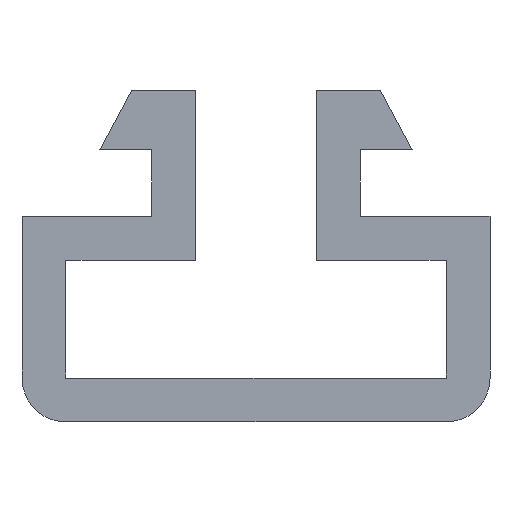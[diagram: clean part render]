
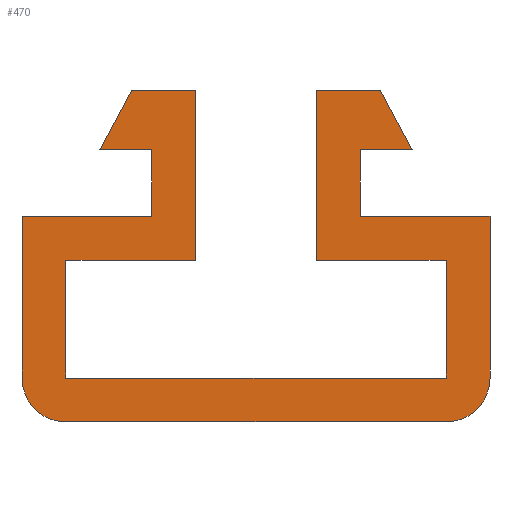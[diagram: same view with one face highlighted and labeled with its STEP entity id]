
A CAD part, front view. The second image highlights one B-rep face of the part: STEP entity #470.
In plain terms, the highlighted planar face has unit normal (0, -1, 0).
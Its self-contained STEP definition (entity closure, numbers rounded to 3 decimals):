
#15=PLANE('',#510);
#38=FACE_OUTER_BOUND('',#62,.T.);
#62=EDGE_LOOP('',(#335,#336,#337,#338,#339,#340,#341,#342,#343,#344,#345,
#346,#347,#348,#349,#350,#351,#352,#353,#354,#355,#356,#357));
#87=LINE('',#669,#151);
#88=LINE('',#673,#152);
#89=LINE('',#675,#153);
#90=LINE('',#677,#154);
#91=LINE('',#679,#155);
#92=LINE('',#681,#156);
#93=LINE('',#683,#157);
#94=LINE('',#685,#158);
#95=LINE('',#687,#159);
#96=LINE('',#689,#160);
#97=LINE('',#691,#161);
#98=LINE('',#693,#162);
#99=LINE('',#695,#163);
#100=LINE('',#697,#164);
#101=LINE('',#699,#165);
#102=LINE('',#701,#166);
#103=LINE('',#703,#167);
#104=LINE('',#705,#168);
#105=LINE('',#707,#169);
#106=LINE('',#709,#170);
#107=LINE('',#710,#171);
#151=VECTOR('',#547,10.);
#152=VECTOR('',#550,10.);
#153=VECTOR('',#551,10.);
#154=VECTOR('',#552,10.);
#155=VECTOR('',#553,10.);
#156=VECTOR('',#554,10.);
#157=VECTOR('',#555,10.);
#158=VECTOR('',#556,10.);
#159=VECTOR('',#557,10.);
#160=VECTOR('',#558,10.);
#161=VECTOR('',#559,10.);
#162=VECTOR('',#560,10.);
#163=VECTOR('',#561,10.);
#164=VECTOR('',#562,10.);
#165=VECTOR('',#563,10.);
#166=VECTOR('',#564,10.);
#167=VECTOR('',#565,10.);
#168=VECTOR('',#566,10.);
#169=VECTOR('',#567,10.);
#170=VECTOR('',#568,10.);
#171=VECTOR('',#569,10.);
#213=CIRCLE('',#508,1.5);
#215=CIRCLE('',#511,1.5);
#217=VERTEX_POINT('',#659);
#218=VERTEX_POINT('',#660);
#221=VERTEX_POINT('',#668);
#222=VERTEX_POINT('',#670);
#223=VERTEX_POINT('',#672);
#224=VERTEX_POINT('',#674);
#225=VERTEX_POINT('',#676);
#226=VERTEX_POINT('',#678);
#227=VERTEX_POINT('',#680);
#228=VERTEX_POINT('',#682);
#229=VERTEX_POINT('',#684);
#230=VERTEX_POINT('',#686);
#231=VERTEX_POINT('',#688);
#232=VERTEX_POINT('',#690);
#233=VERTEX_POINT('',#692);
#234=VERTEX_POINT('',#694);
#235=VERTEX_POINT('',#696);
#236=VERTEX_POINT('',#698);
#237=VERTEX_POINT('',#700);
#238=VERTEX_POINT('',#702);
#239=VERTEX_POINT('',#704);
#240=VERTEX_POINT('',#706);
#241=VERTEX_POINT('',#708);
#263=EDGE_CURVE('',#217,#218,#213,.T.);
#267=EDGE_CURVE('',#217,#221,#87,.T.);
#268=EDGE_CURVE('',#222,#221,#215,.T.);
#269=EDGE_CURVE('',#223,#222,#88,.T.);
#270=EDGE_CURVE('',#224,#223,#89,.T.);
#271=EDGE_CURVE('',#224,#225,#90,.T.);
#272=EDGE_CURVE('',#225,#226,#91,.T.);
#273=EDGE_CURVE('',#226,#227,#92,.T.);
#274=EDGE_CURVE('',#227,#228,#93,.T.);
#275=EDGE_CURVE('',#228,#229,#94,.T.);
#276=EDGE_CURVE('',#229,#230,#95,.T.);
#277=EDGE_CURVE('',#230,#231,#96,.T.);
#278=EDGE_CURVE('',#231,#232,#97,.T.);
#279=EDGE_CURVE('',#233,#232,#98,.T.);
#280=EDGE_CURVE('',#233,#234,#99,.T.);
#281=EDGE_CURVE('',#234,#235,#100,.T.);
#282=EDGE_CURVE('',#235,#236,#101,.T.);
#283=EDGE_CURVE('',#236,#237,#102,.T.);
#284=EDGE_CURVE('',#237,#238,#103,.T.);
#285=EDGE_CURVE('',#238,#239,#104,.T.);
#286=EDGE_CURVE('',#239,#240,#105,.T.);
#287=EDGE_CURVE('',#240,#241,#106,.T.);
#288=EDGE_CURVE('',#218,#241,#107,.T.);
#335=ORIENTED_EDGE('',*,*,#263,.F.);
#336=ORIENTED_EDGE('',*,*,#267,.T.);
#337=ORIENTED_EDGE('',*,*,#268,.F.);
#338=ORIENTED_EDGE('',*,*,#269,.F.);
#339=ORIENTED_EDGE('',*,*,#270,.F.);
#340=ORIENTED_EDGE('',*,*,#271,.T.);
#341=ORIENTED_EDGE('',*,*,#272,.T.);
#342=ORIENTED_EDGE('',*,*,#273,.T.);
#343=ORIENTED_EDGE('',*,*,#274,.T.);
#344=ORIENTED_EDGE('',*,*,#275,.T.);
#345=ORIENTED_EDGE('',*,*,#276,.T.);
#346=ORIENTED_EDGE('',*,*,#277,.T.);
#347=ORIENTED_EDGE('',*,*,#278,.T.);
#348=ORIENTED_EDGE('',*,*,#279,.F.);
#349=ORIENTED_EDGE('',*,*,#280,.T.);
#350=ORIENTED_EDGE('',*,*,#281,.T.);
#351=ORIENTED_EDGE('',*,*,#282,.T.);
#352=ORIENTED_EDGE('',*,*,#283,.T.);
#353=ORIENTED_EDGE('',*,*,#284,.T.);
#354=ORIENTED_EDGE('',*,*,#285,.T.);
#355=ORIENTED_EDGE('',*,*,#286,.T.);
#356=ORIENTED_EDGE('',*,*,#287,.T.);
#357=ORIENTED_EDGE('',*,*,#288,.F.);
#470=ADVANCED_FACE('',(#38),#15,.T.);
#508=AXIS2_PLACEMENT_3D('',#661,#539,#540);
#510=AXIS2_PLACEMENT_3D('',#667,#545,#546);
#511=AXIS2_PLACEMENT_3D('',#671,#548,#549);
#539=DIRECTION('center_axis',(0.,1.,0.));
#540=DIRECTION('ref_axis',(-0.707,0.,-0.707));
#545=DIRECTION('center_axis',(0.,-1.,0.));
#546=DIRECTION('ref_axis',(-1.,0.,0.));
#547=DIRECTION('',(1.,0.,0.));
#548=DIRECTION('center_axis',(0.,1.,0.));
#549=DIRECTION('ref_axis',(0.707,0.,-0.707));
#550=DIRECTION('',(0.,0.,-1.));
#551=DIRECTION('',(1.,0.,0.));
#552=DIRECTION('',(0.,0.,1.));
#553=DIRECTION('',(1.,0.,0.));
#554=DIRECTION('',(-0.47,0.,0.883));
#555=DIRECTION('',(-1.,0.,0.));
#556=DIRECTION('',(0.,0.,-1.));
#557=DIRECTION('',(1.,0.,0.));
#558=DIRECTION('',(0.,0.,-1.));
#559=DIRECTION('',(0.,0.,-1.));
#560=DIRECTION('',(1.,0.,0.));
#561=DIRECTION('',(0.,0.,1.));
#562=DIRECTION('',(1.,0.,0.));
#563=DIRECTION('',(0.,0.,1.));
#564=DIRECTION('',(-1.,0.,0.));
#565=DIRECTION('',(-0.47,0.,-0.883));
#566=DIRECTION('',(1.,0.,0.));
#567=DIRECTION('',(0.,0.,-1.));
#568=DIRECTION('',(-1.,0.,0.));
#569=DIRECTION('',(0.,0.,1.));
#659=CARTESIAN_POINT('',(-196.95,-295.67,-337.893));
#660=CARTESIAN_POINT('',(-198.45,-295.67,-336.393));
#661=CARTESIAN_POINT('Origin',(-196.95,-295.67,-336.393));
#667=CARTESIAN_POINT('Origin',(-183.95,-295.67,-332.393));
#668=CARTESIAN_POINT('',(-183.95,-295.67,-337.893));
#669=CARTESIAN_POINT('',(-182.95,-295.67,-337.893));
#670=CARTESIAN_POINT('',(-182.45,-295.67,-336.393));
#671=CARTESIAN_POINT('Origin',(-183.95,-295.67,-336.393));
#672=CARTESIAN_POINT('',(-182.45,-295.67,-330.869));
#673=CARTESIAN_POINT('',(-182.45,-295.67,-337.393));
#674=CARTESIAN_POINT('',(-186.894,-295.67,-330.869));
#675=CARTESIAN_POINT('',(-183.95,-295.67,-330.869));
#676=CARTESIAN_POINT('',(-186.894,-295.67,-328.583));
#677=CARTESIAN_POINT('',(-186.894,-295.67,-328.583));
#678=CARTESIAN_POINT('',(-185.116,-295.67,-328.583));
#679=CARTESIAN_POINT('',(-185.116,-295.67,-328.583));
#680=CARTESIAN_POINT('',(-186.2,-295.67,-326.55));
#681=CARTESIAN_POINT('',(-185.116,-295.67,-328.583));
#682=CARTESIAN_POINT('',(-188.394,-295.67,-326.55));
#683=CARTESIAN_POINT('',(-186.2,-295.67,-326.55));
#684=CARTESIAN_POINT('',(-188.394,-295.67,-332.369));
#685=CARTESIAN_POINT('',(-188.394,-295.67,-332.393));
#686=CARTESIAN_POINT('',(-183.95,-295.67,-332.369));
#687=CARTESIAN_POINT('',(-190.45,-295.67,-332.369));
#688=CARTESIAN_POINT('',(-183.95,-295.67,-332.393));
#689=CARTESIAN_POINT('',(-183.95,-295.67,-332.393));
#690=CARTESIAN_POINT('',(-183.95,-295.67,-336.393));
#691=CARTESIAN_POINT('',(-183.95,-295.67,-332.643));
#692=CARTESIAN_POINT('',(-196.95,-295.67,-336.393));
#693=CARTESIAN_POINT('',(-183.95,-295.67,-336.393));
#694=CARTESIAN_POINT('',(-196.95,-295.67,-332.369));
#695=CARTESIAN_POINT('',(-196.95,-295.67,-334.643));
#696=CARTESIAN_POINT('',(-192.506,-295.67,-332.369));
#697=CARTESIAN_POINT('',(-190.45,-295.67,-332.369));
#698=CARTESIAN_POINT('',(-192.506,-295.67,-326.55));
#699=CARTESIAN_POINT('',(-192.506,-295.67,-329.472));
#700=CARTESIAN_POINT('',(-194.7,-295.67,-326.55));
#701=CARTESIAN_POINT('',(-192.482,-295.67,-326.55));
#702=CARTESIAN_POINT('',(-195.784,-295.67,-328.583));
#703=CARTESIAN_POINT('',(-194.7,-295.67,-326.55));
#704=CARTESIAN_POINT('',(-194.006,-295.67,-328.583));
#705=CARTESIAN_POINT('',(-194.006,-295.67,-328.583));
#706=CARTESIAN_POINT('',(-194.006,-295.67,-330.869));
#707=CARTESIAN_POINT('',(-194.006,-295.67,-328.583));
#708=CARTESIAN_POINT('',(-198.45,-295.67,-330.869));
#709=CARTESIAN_POINT('',(-194.006,-295.67,-330.869));
#710=CARTESIAN_POINT('',(-198.45,-295.67,-337.393));
